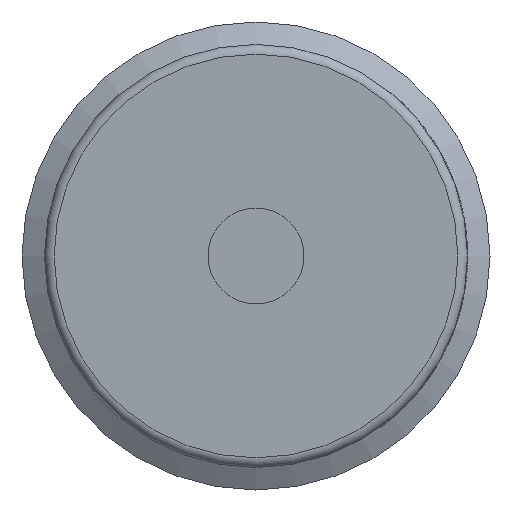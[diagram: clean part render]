
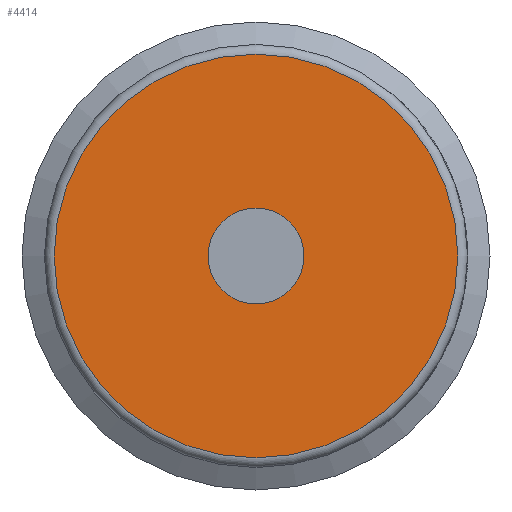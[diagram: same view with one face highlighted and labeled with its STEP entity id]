
A CAD part, front view. The second image highlights one B-rep face of the part: STEP entity #4414.
In plain terms, the highlighted face is planar.
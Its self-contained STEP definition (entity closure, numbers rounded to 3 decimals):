
#55=FACE_BOUND('',#727,.T.);
#243=PLANE('',#4744);
#472=FACE_OUTER_BOUND('',#726,.T.);
#726=EDGE_LOOP('',(#3903));
#727=EDGE_LOOP('',(#3904));
#1014=CIRCLE('',#4732,2.459);
#1018=CIRCLE('',#4742,10.35);
#2069=VERTEX_POINT('',#9417);
#2073=VERTEX_POINT('',#9435);
#2675=EDGE_CURVE('',#2069,#2069,#1014,.T.);
#2683=EDGE_CURVE('',#2073,#2073,#1018,.T.);
#3903=ORIENTED_EDGE('',*,*,#2683,.T.);
#3904=ORIENTED_EDGE('',*,*,#2675,.T.);
#4414=ADVANCED_FACE('',(#472,#55),#243,.T.);
#4732=AXIS2_PLACEMENT_3D('',#9418,#5606,#5607);
#4742=AXIS2_PLACEMENT_3D('',#9436,#5630,#5631);
#4744=AXIS2_PLACEMENT_3D('',#9438,#5634,#5635);
#5606=DIRECTION('center_axis',(-1.,0.,0.));
#5607=DIRECTION('ref_axis',(0.,0.,-1.));
#5630=DIRECTION('center_axis',(1.,0.,0.));
#5631=DIRECTION('ref_axis',(0.,0.,-1.));
#5634=DIRECTION('center_axis',(1.,0.,0.));
#5635=DIRECTION('ref_axis',(0.,0.,-1.));
#9417=CARTESIAN_POINT('',(59.,0.05,2.459));
#9418=CARTESIAN_POINT('Origin',(59.,0.05,0.));
#9435=CARTESIAN_POINT('',(59.,0.05,10.35));
#9436=CARTESIAN_POINT('Origin',(59.,0.05,0.));
#9438=CARTESIAN_POINT('Origin',(59.,0.05,0.));
